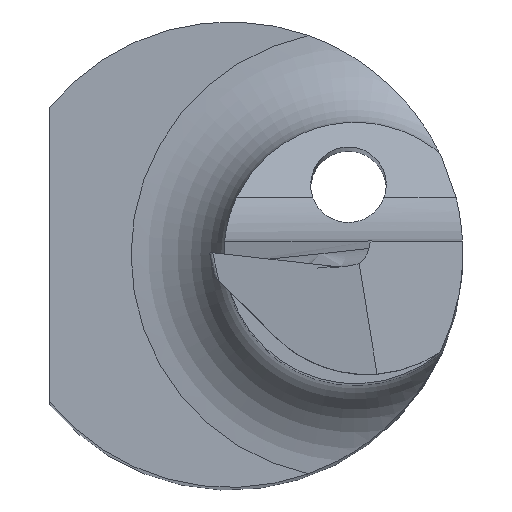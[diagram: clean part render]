
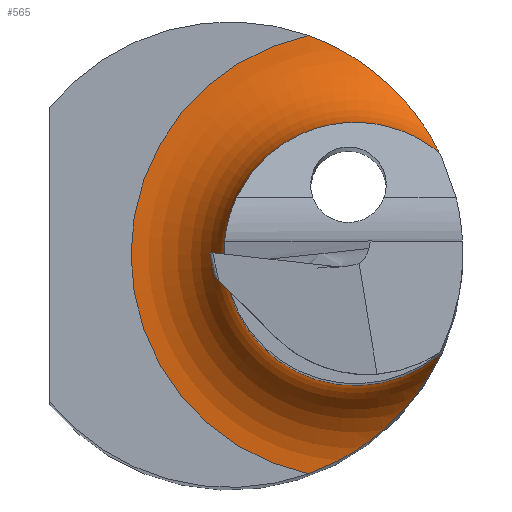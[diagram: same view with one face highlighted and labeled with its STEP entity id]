
A CAD part, top view. The second image highlights one B-rep face of the part: STEP entity #565.
In plain terms, the highlighted toroidal (fillet/blend) face has major radius 1.925 mm and minor radius 0.8 mm.
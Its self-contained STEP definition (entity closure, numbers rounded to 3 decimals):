
#5 = CARTESIAN_POINT ( 'NONE',  ( 1.727, -1.01, 14.205 ) ) ;
#23 = ORIENTED_EDGE ( 'NONE', *, *, #221, .T. ) ;
#24 = CARTESIAN_POINT ( 'NONE',  ( 1.226, 1.588, 13.819 ) ) ;
#78 = AXIS2_PLACEMENT_3D ( 'NONE', #629, #342, #827 ) ;
#120 = CIRCLE ( 'NONE', #641, 1.925 ) ;
#128 = EDGE_LOOP ( 'NONE', ( #844, #817, #776, #23 ) ) ;
#132 = CARTESIAN_POINT ( 'NONE',  ( 1.809, 0.852, 14.551 ) ) ;
#150 = CARTESIAN_POINT ( 'NONE',  ( 1.075, 0., 13.751 ) ) ;
#151 = DIRECTION ( 'NONE',  ( 0., 0., -1. ) ) ;
#159 = CARTESIAN_POINT ( 'NONE',  ( 0.674, 1.883, 13.751 ) ) ;
#174 = DIRECTION ( 'NONE',  ( 1., 0., 0. ) ) ;
#221 = EDGE_CURVE ( 'NONE', #772, #385, #254, .T. ) ;
#245 = CARTESIAN_POINT ( 'NONE',  ( 1.63, 1.165, 14.056 ) ) ;
#254 = CIRCLE ( 'NONE', #78, 1.125 ) ;
#260 = EDGE_CURVE ( 'NONE', #649, #674, #120, .T. ) ;
#267 = EDGE_CURVE ( 'NONE', #385, #649, #456, .T. ) ;
#282 = CARTESIAN_POINT ( 'NONE',  ( 1.225, -1.589, 13.819 ) ) ;
#289 = CARTESIAN_POINT ( 'NONE',  ( 0.674, -1.883, 13.751 ) ) ;
#342 = DIRECTION ( 'NONE',  ( 0., 0., -1. ) ) ;
#349 = CARTESIAN_POINT ( 'NONE',  ( 1.544, -1.28, 13.979 ) ) ;
#360 = CARTESIAN_POINT ( 'NONE',  ( 1.809, -0.852, 14.551 ) ) ;
#385 = VERTEX_POINT ( 'NONE', #132 ) ;
#393 = TOROIDAL_SURFACE ( 'NONE', #423, 1.925, 0.8 ) ;
#403 = B_SPLINE_CURVE_WITH_KNOTS ( 'NONE', 3,
 ( #289, #611, #625, #282, #692, #349, #695, #5, #553, #821, #557, #813 ),
 .UNSPECIFIED., .F., .F.,
 ( 4, 2, 2, 2, 2, 4 ),
 ( 0., 0., 0.001, 0.001, 0.002, 0.002 ),
 .UNSPECIFIED. ) ;
#414 = DIRECTION ( 'NONE',  ( 0., 0., 1. ) ) ;
#423 = AXIS2_PLACEMENT_3D ( 'NONE', #491, #151, #546 ) ;
#444 = CARTESIAN_POINT ( 'NONE',  ( 1.796, 0.881, 14.394 ) ) ;
#456 = B_SPLINE_CURVE_WITH_KNOTS ( 'NONE', 3,
 ( #501, #837, #444, #706, #578, #245, #709, #583, #24, #713, #841, #159 ),
 .UNSPECIFIED., .F., .F.,
 ( 4, 2, 2, 2, 2, 4 ),
 ( 0., 0., 0., 0.001, 0.001, 0.002 ),
 .UNSPECIFIED. ) ;
#491 = CARTESIAN_POINT ( 'NONE',  ( 1.075, 0., 14.551 ) ) ;
#501 = CARTESIAN_POINT ( 'NONE',  ( 1.809, 0.852, 14.551 ) ) ;
#546 = DIRECTION ( 'NONE',  ( 1., 0., 0. ) ) ;
#553 = CARTESIAN_POINT ( 'NONE',  ( 1.755, -0.96, 14.262 ) ) ;
#557 = CARTESIAN_POINT ( 'NONE',  ( 1.809, -0.852, 14.47 ) ) ;
#565 = ADVANCED_FACE ( 'NONE', ( #621 ), #393, .F. ) ;
#572 = EDGE_CURVE ( 'NONE', #674, #772, #403, .T. ) ;
#578 = CARTESIAN_POINT ( 'NONE',  ( 1.728, 1.009, 14.206 ) ) ;
#581 = CARTESIAN_POINT ( 'NONE',  ( 0.674, -1.883, 13.751 ) ) ;
#583 = CARTESIAN_POINT ( 'NONE',  ( 1.344, 1.489, 13.861 ) ) ;
#611 = CARTESIAN_POINT ( 'NONE',  ( 0.824, -1.829, 13.751 ) ) ;
#621 = FACE_OUTER_BOUND ( 'NONE', #128, .T. ) ;
#625 = CARTESIAN_POINT ( 'NONE',  ( 0.964, -1.759, 13.763 ) ) ;
#629 = CARTESIAN_POINT ( 'NONE',  ( 1.075, 0., 14.551 ) ) ;
#641 = AXIS2_PLACEMENT_3D ( 'NONE', #150, #414, #174 ) ;
#649 = VERTEX_POINT ( 'NONE', #775 ) ;
#674 = VERTEX_POINT ( 'NONE', #581 ) ;
#692 = CARTESIAN_POINT ( 'NONE',  ( 1.342, -1.49, 13.861 ) ) ;
#695 = CARTESIAN_POINT ( 'NONE',  ( 1.629, -1.166, 14.055 ) ) ;
#706 = CARTESIAN_POINT ( 'NONE',  ( 1.755, 0.96, 14.262 ) ) ;
#709 = CARTESIAN_POINT ( 'NONE',  ( 1.546, 1.278, 13.98 ) ) ;
#713 = CARTESIAN_POINT ( 'NONE',  ( 0.966, 1.758, 13.764 ) ) ;
#772 = VERTEX_POINT ( 'NONE', #360 ) ;
#775 = CARTESIAN_POINT ( 'NONE',  ( 0.674, 1.883, 13.751 ) ) ;
#776 = ORIENTED_EDGE ( 'NONE', *, *, #572, .T. ) ;
#813 = CARTESIAN_POINT ( 'NONE',  ( 1.809, -0.852, 14.551 ) ) ;
#817 = ORIENTED_EDGE ( 'NONE', *, *, #260, .T. ) ;
#821 = CARTESIAN_POINT ( 'NONE',  ( 1.796, -0.88, 14.394 ) ) ;
#827 = DIRECTION ( 'NONE',  ( 1., 0., 0. ) ) ;
#837 = CARTESIAN_POINT ( 'NONE',  ( 1.809, 0.852, 14.47 ) ) ;
#841 = CARTESIAN_POINT ( 'NONE',  ( 0.824, 1.829, 13.751 ) ) ;
#844 = ORIENTED_EDGE ( 'NONE', *, *, #267, .T. ) ;
